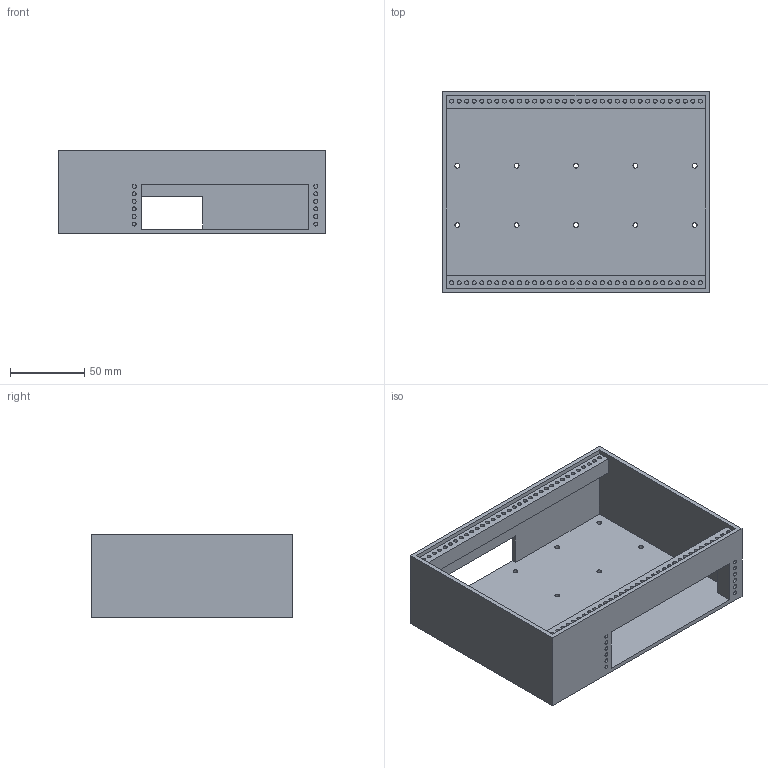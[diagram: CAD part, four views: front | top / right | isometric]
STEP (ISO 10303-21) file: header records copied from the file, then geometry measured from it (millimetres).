
FILE_DESCRIPTION(('HOOPS Exchange Step'),'2;1');
FILE_NAME('tiny-box-34hp-joke-v2.stp','2024-09-12T17:19:01+08:00',('biti'),('Unknown organisation'),'HOOPS Exchange 2023.2','HOOPS Exchange','Unknown authorisation');
FILE_SCHEMA( ('AP203_CONFIGURATION_CONTROLLED_3D_DESIGN_OF_MECHANICAL_PARTS_AND_ASSEMBLIES_MIM_LF') );
Length unit declared in the file: millimetre
Products named in the file (1): rack
Bounding box: 180.46 x 136 x 56 mm (x, y, z)
Volume: 202126.3 mm3; surface area: 118619.1 mm2
Topology: 1 solids, 1 shells, 213 faces, 541 edges, 413 vertices
Faces by surface type: plane 114, cylinder 99
Full cylindrical faces by diameter (mm): 2.7 x80, 3.2 x15, 13 x4
Entity records: 6933 total; most frequent: DIRECTION 1326, CARTESIAN_POINT 1168, ORIENTED_EDGE 1082, AXIS2_PLACEMENT_3D 571, EDGE_CURVE 541, VERTEX_POINT 413, CIRCLE 355, EDGE_LOOP 330
